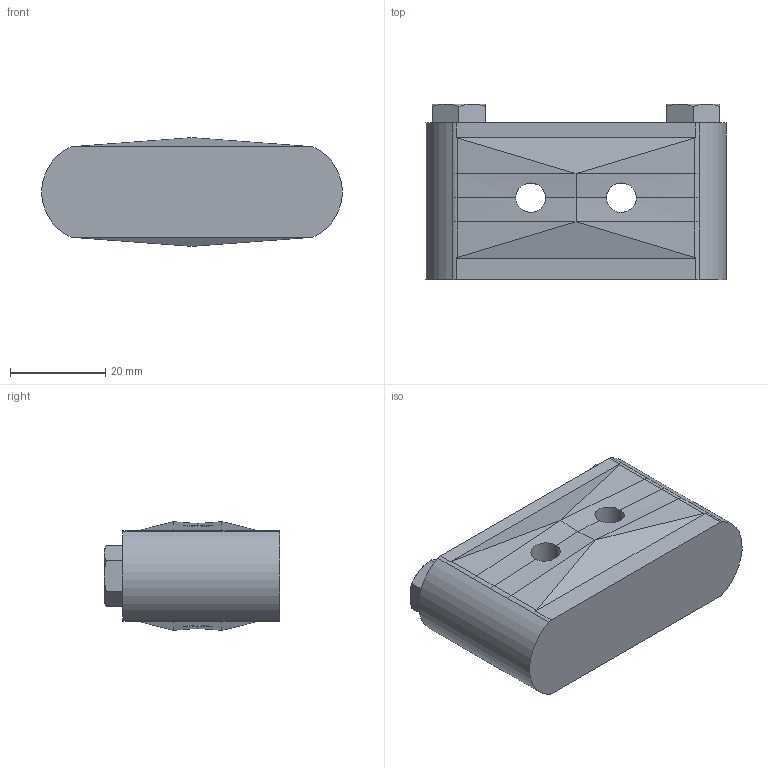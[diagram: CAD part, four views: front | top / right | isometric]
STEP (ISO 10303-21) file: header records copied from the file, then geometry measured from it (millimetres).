
FILE_DESCRIPTION (( 'STEP AP214' ), '1' );
FILE_NAME ('CSDWD0.25T2 304SA.STEP', '2023-06-03T15:46:40', ( '' ), ( '' ), 'SwSTEP 2.0', 'SolidWorks 2018', '' );
FILE_SCHEMA (( 'AUTOMOTIVE_DESIGN' ));
Length unit declared in the file: inch
Products named in the file (1): CSDWD0.25T2 304SA
Bounding box: 63.17 x 36.99 x 22.86 mm (x, y, z)
Volume: 39014.4 mm3; surface area: 8250.2 mm2
Topology: 1 solids, 1 shells, 76 faces, 184 edges, 108 vertices
Faces by surface type: plane 32, bspline 16, cone 14, cylinder 14
Entity records: 2758 total; most frequent: CARTESIAN_POINT 1145, ORIENTED_EDGE 368, DIRECTION 260, EDGE_CURVE 184, VERTEX_POINT 108, AXIS2_PLACEMENT_3D 87, VECTOR 86, LINE 86
